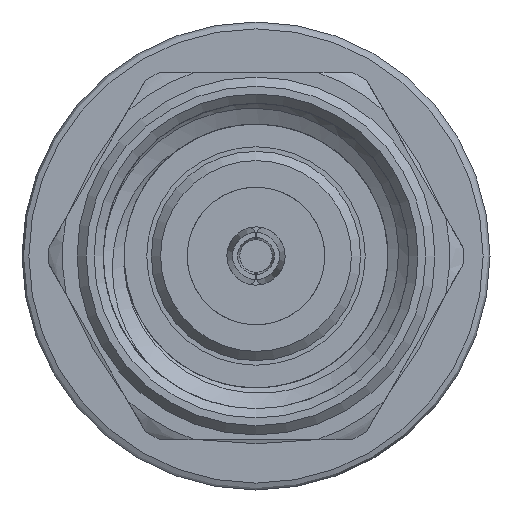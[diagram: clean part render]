
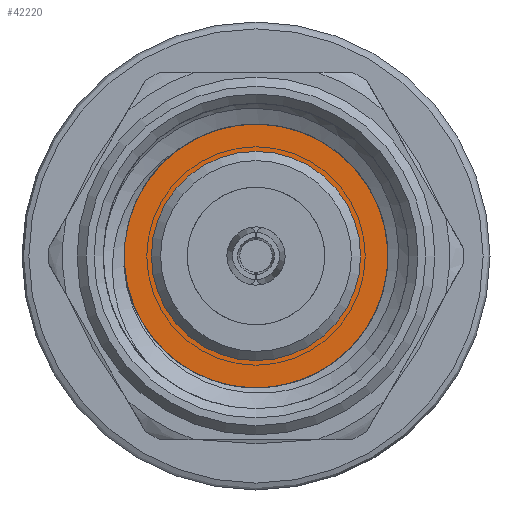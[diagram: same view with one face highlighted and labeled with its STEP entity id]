
A CAD part, front view. The second image highlights one B-rep face of the part: STEP entity #42220.
In plain terms, the highlighted planar face has unit normal (0, -1, 0).
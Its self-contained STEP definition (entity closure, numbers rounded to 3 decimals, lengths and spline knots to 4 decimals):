
#9111=PLANE('',#44478);
#16408=ORIENTED_EDGE('',*,*,#26031,.T.);
#16409=ORIENTED_EDGE('',*,*,#26033,.F.);
#26031=EDGE_CURVE('',#30897,#30897,#32677,.T.);
#26033=EDGE_CURVE('',#30899,#30899,#32679,.T.);
#30897=VERTEX_POINT('',#106307);
#30899=VERTEX_POINT('',#106312);
#32677=CIRCLE('',#44473,2.25);
#32679=CIRCLE('',#44476,3.);
#34780=EDGE_LOOP('',(#16408));
#34781=EDGE_LOOP('',(#16409));
#38195=FACE_BOUND('',#34780,.T.);
#38196=FACE_BOUND('',#34781,.T.);
#42220=ADVANCED_FACE('',(#38195,#38196),#9111,.F.);
#44473=AXIS2_PLACEMENT_3D('',#106306,#46437,#46438);
#44476=AXIS2_PLACEMENT_3D('',#106311,#46443,#46444);
#44478=AXIS2_PLACEMENT_3D('',#106314,#46447,#46448);
#46437=DIRECTION('',(0.,1.,0.));
#46438=DIRECTION('',(1.,0.,0.));
#46443=DIRECTION('',(0.,1.,0.));
#46444=DIRECTION('',(1.,0.,0.));
#46447=DIRECTION('',(0.,1.,0.));
#46448=DIRECTION('',(0.,0.,1.));
#106306=CARTESIAN_POINT('',(0.,0.,0.));
#106307=CARTESIAN_POINT('',(2.25,0.,0.));
#106311=CARTESIAN_POINT('',(0.,0.,0.));
#106312=CARTESIAN_POINT('',(3.,0.,0.));
#106314=CARTESIAN_POINT('',(0.,0.,0.));
